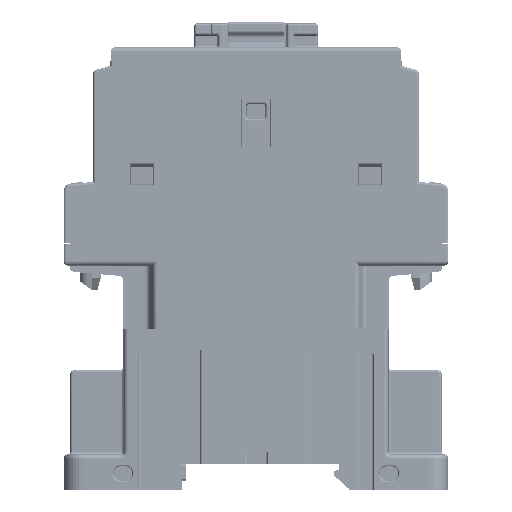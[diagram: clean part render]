
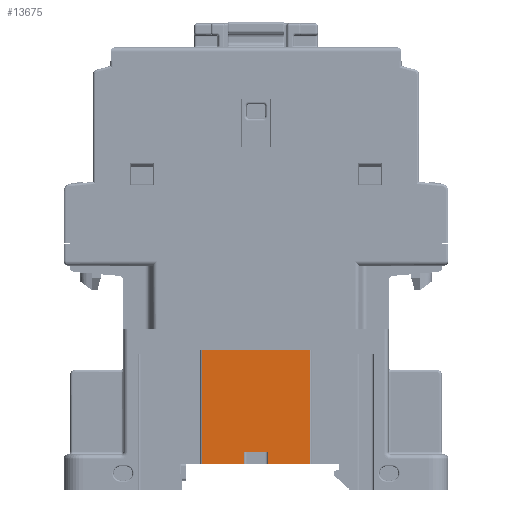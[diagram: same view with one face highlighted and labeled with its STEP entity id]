
A CAD part, left-side view. The second image highlights one B-rep face of the part: STEP entity #13675.
In plain terms, the highlighted planar face has unit normal (-1, 0, 0).
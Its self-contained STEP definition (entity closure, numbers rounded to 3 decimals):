
#13675=ADVANCED_FACE('',(#22238),#17803,.T.);
#17803=PLANE('',#126220);
#22238=FACE_OUTER_BOUND('',#28217,.T.);
#28217=EDGE_LOOP('',(#48258,#48259,#48260,#48261,#48262,#48263,#48264,#48265));
#48258=ORIENTED_EDGE('',*,*,#86708,.F.);
#48259=ORIENTED_EDGE('',*,*,#86710,.F.);
#48260=ORIENTED_EDGE('',*,*,#86337,.T.);
#48261=ORIENTED_EDGE('',*,*,#86326,.T.);
#48262=ORIENTED_EDGE('',*,*,#86330,.T.);
#48263=ORIENTED_EDGE('',*,*,#86711,.F.);
#48264=ORIENTED_EDGE('',*,*,#86712,.F.);
#48265=ORIENTED_EDGE('',*,*,#86713,.T.);
#70253=VERTEX_POINT('',#199048);
#70254=VERTEX_POINT('',#199050);
#70256=VERTEX_POINT('',#199056);
#70260=VERTEX_POINT('',#199072);
#70538=VERTEX_POINT('',#199818);
#70539=VERTEX_POINT('',#199820);
#70540=VERTEX_POINT('',#199825);
#70541=VERTEX_POINT('',#199827);
#86326=EDGE_CURVE('',#70254,#70253,#101502,.T.);
#86330=EDGE_CURVE('',#70253,#70256,#101506,.T.);
#86337=EDGE_CURVE('',#70260,#70254,#101511,.T.);
#86708=EDGE_CURVE('',#70538,#70539,#101797,.T.);
#86710=EDGE_CURVE('',#70260,#70538,#101798,.T.);
#86711=EDGE_CURVE('',#70540,#70256,#101799,.T.);
#86712=EDGE_CURVE('',#70541,#70540,#101800,.T.);
#86713=EDGE_CURVE('',#70541,#70539,#101801,.T.);
#101502=LINE('',#199049,#113984);
#101506=LINE('',#199057,#113988);
#101511=LINE('',#199071,#113993);
#101797=LINE('',#199819,#114279);
#101798=LINE('',#199823,#114280);
#101799=LINE('',#199824,#114281);
#101800=LINE('',#199826,#114282);
#101801=LINE('',#199828,#114283);
#113984=VECTOR('',#147516,1.);
#113988=VECTOR('',#147522,1.);
#113993=VECTOR('',#147539,1.);
#114279=VECTOR('',#148191,1.);
#114280=VECTOR('',#148196,1.);
#114281=VECTOR('',#148197,1.);
#114282=VECTOR('',#148198,1.);
#114283=VECTOR('',#148199,1.);
#126220=AXIS2_PLACEMENT_3D('',#199829,#148200,#148201);
#147516=DIRECTION('',(0.,-1.,0.));
#147522=DIRECTION('',(0.,0.,-1.));
#147539=DIRECTION('',(0.,0.,1.));
#148191=DIRECTION('',(0.,0.,1.));
#148196=DIRECTION('',(0.,1.,0.));
#148197=DIRECTION('',(0.,1.,0.));
#148198=DIRECTION('',(0.,0.,-1.));
#148199=DIRECTION('',(0.,1.,0.));
#148200=DIRECTION('',(-1.,0.,0.));
#148201=DIRECTION('',(0.,0.,1.));
#199048=CARTESIAN_POINT('',(-3.01,-5.514,48.298));
#199049=CARTESIAN_POINT('',(-3.01,-8.914,48.298));
#199050=CARTESIAN_POINT('',(-3.01,-0.514,48.298));
#199056=CARTESIAN_POINT('',(-3.01,-5.514,45.798));
#199057=CARTESIAN_POINT('',(-3.01,-5.514,47.998));
#199071=CARTESIAN_POINT('',(-3.01,-0.514,47.998));
#199072=CARTESIAN_POINT('',(-3.01,-0.514,45.798));
#199818=CARTESIAN_POINT('',(-3.01,8.286,45.798));
#199819=CARTESIAN_POINT('',(-3.01,8.286,47.998));
#199820=CARTESIAN_POINT('',(-3.01,8.286,69.798));
#199823=CARTESIAN_POINT('',(-3.01,-17.664,45.798));
#199824=CARTESIAN_POINT('',(-3.01,-17.664,45.798));
#199825=CARTESIAN_POINT('',(-3.01,-14.314,45.798));
#199826=CARTESIAN_POINT('',(-3.01,-14.314,47.998));
#199827=CARTESIAN_POINT('',(-3.01,-14.314,69.798));
#199828=CARTESIAN_POINT('',(-3.01,-14.814,69.798));
#199829=CARTESIAN_POINT('',(-3.01,-14.814,47.998));
